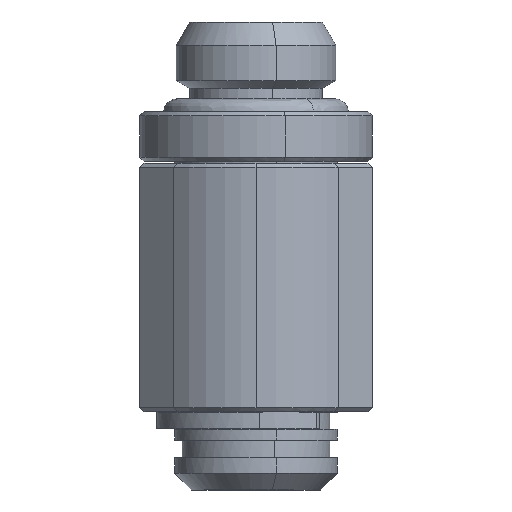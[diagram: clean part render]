
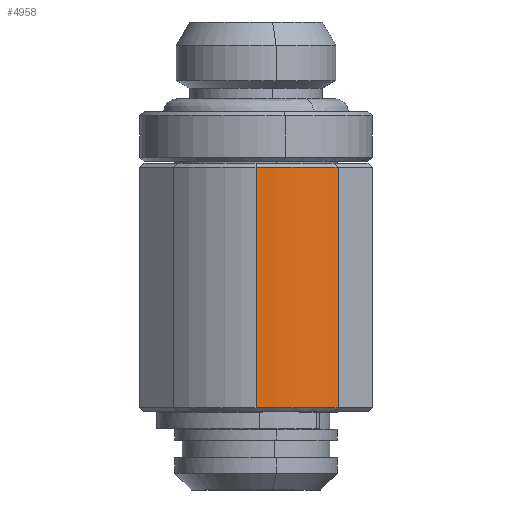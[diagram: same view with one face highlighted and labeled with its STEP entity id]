
A CAD part, left-side view. The second image highlights one B-rep face of the part: STEP entity #4958.
In plain terms, the highlighted free-form (B-spline) face has degree [1, 3] with [2, 4] control points.
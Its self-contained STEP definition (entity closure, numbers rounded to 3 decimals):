
#46 = ORIENTED_EDGE ( 'NONE', *, *, #2283, .F. ) ;
#324 = CARTESIAN_POINT ( 'NONE',  ( 260.434, -39.602, -32.25 ) ) ;
#654 = VERTEX_POINT ( 'NONE', #7191 ) ;
#763 = CARTESIAN_POINT ( 'NONE',  ( 259.714, -35.983, -17.75 ) ) ;
#836 = CARTESIAN_POINT ( 'NONE',  ( 259.714, -37.864, -32.25 ) ) ;
#855 = VERTEX_POINT ( 'NONE', #5860 ) ;
#876 = B_SPLINE_CURVE_WITH_KNOTS ( 'NONE', 1,
 ( #1028, #5415 ),
 .UNSPECIFIED., .F., .F.,
 ( 2, 2 ),
 ( -1., 0. ),
 .UNSPECIFIED. ) ;
#1028 = CARTESIAN_POINT ( 'NONE',  ( 259.714, -35.983, -32.25 ) ) ;
#1326 = CARTESIAN_POINT ( 'NONE',  ( 259.714, -37.864, -17.75 ) ) ;
#1499 = CARTESIAN_POINT ( 'NONE',  ( 261.764, -40.933, -32.25 ) ) ;
#1712 =( BOUNDED_CURVE ( )  B_SPLINE_CURVE ( 3, ( #2556, #836, #1973, #1499 ),
 .UNSPECIFIED., .F., .F. ) 
 B_SPLINE_CURVE_WITH_KNOTS ( ( 4, 4 ),
 ( -3.927, -3.142 ),
 .UNSPECIFIED. ) 
 CURVE ( )  GEOMETRIC_REPRESENTATION_ITEM ( )  RATIONAL_B_SPLINE_CURVE ( ( 1., 0.949, 0.949, 1. ) ) 
 REPRESENTATION_ITEM ( '' )  );
#1803 = CARTESIAN_POINT ( 'NONE',  ( 261.764, -40.933, -32.25 ) ) ;
#1836 = VERTEX_POINT ( 'NONE', #5827 ) ;
#1927 = CARTESIAN_POINT ( 'NONE',  ( 261.764, -40.933, -17.75 ) ) ;
#1973 = CARTESIAN_POINT ( 'NONE',  ( 260.434, -39.602, -32.25 ) ) ;
#2154 =( BOUNDED_SURFACE ( )  B_SPLINE_SURFACE ( 1, 3, ( 
 ( #3721, #5997, #2664, #5419 ),
 ( #6564, #324, #3189, #6588 ) ),
 .UNSPECIFIED., .F., .F., .F. ) 
 B_SPLINE_SURFACE_WITH_KNOTS ( ( 2, 2 ),
 ( 4, 4 ),
 ( 0., 1. ),
 ( 0., 1. ),
 .UNSPECIFIED. ) 
 GEOMETRIC_REPRESENTATION_ITEM ( )  RATIONAL_B_SPLINE_SURFACE ( (
 ( 1., 0.949, 0.949, 1.),
 ( 1., 0.949, 0.949, 1.) ) ) 
 REPRESENTATION_ITEM ( '' )  SURFACE ( )  );
#2283 = EDGE_CURVE ( 'NONE', #654, #1836, #876, .T. ) ;
#2347 =( BOUNDED_CURVE ( )  B_SPLINE_CURVE ( 3, ( #763, #1326, #5830, #1927 ),
 .UNSPECIFIED., .F., .F. ) 
 B_SPLINE_CURVE_WITH_KNOTS ( ( 4, 4 ),
 ( -3.927, -3.142 ),
 .UNSPECIFIED. ) 
 CURVE ( )  GEOMETRIC_REPRESENTATION_ITEM ( )  RATIONAL_B_SPLINE_CURVE ( ( 1., 0.949, 0.949, 1. ) ) 
 REPRESENTATION_ITEM ( '' )  );
#2518 = VERTEX_POINT ( 'NONE', #1803 ) ;
#2556 = CARTESIAN_POINT ( 'NONE',  ( 259.714, -35.983, -32.25 ) ) ;
#2664 = CARTESIAN_POINT ( 'NONE',  ( 259.714, -37.864, -17.75 ) ) ;
#3189 = CARTESIAN_POINT ( 'NONE',  ( 259.714, -37.864, -32.25 ) ) ;
#3331 = EDGE_CURVE ( 'NONE', #1836, #855, #2347, .T. ) ;
#3480 = ORIENTED_EDGE ( 'NONE', *, *, #3331, .F. ) ;
#3562 = CARTESIAN_POINT ( 'NONE',  ( 261.764, -40.933, -32.25 ) ) ;
#3721 = CARTESIAN_POINT ( 'NONE',  ( 261.764, -40.933, -17.75 ) ) ;
#4193 = CARTESIAN_POINT ( 'NONE',  ( 261.764, -40.933, -17.75 ) ) ;
#4388 = EDGE_CURVE ( 'NONE', #654, #2518, #1712, .T. ) ;
#4958 = ADVANCED_FACE ( 'NONE', ( #6901 ), #2154, .F. ) ;
#5415 = CARTESIAN_POINT ( 'NONE',  ( 259.714, -35.983, -17.75 ) ) ;
#5419 = CARTESIAN_POINT ( 'NONE',  ( 259.714, -35.983, -17.75 ) ) ;
#5752 = B_SPLINE_CURVE_WITH_KNOTS ( 'NONE', 1,
 ( #3562, #4193 ),
 .UNSPECIFIED., .F., .F.,
 ( 2, 2 ),
 ( -1., 0. ),
 .UNSPECIFIED. ) ;
#5827 = CARTESIAN_POINT ( 'NONE',  ( 259.714, -35.983, -17.75 ) ) ;
#5830 = CARTESIAN_POINT ( 'NONE',  ( 260.434, -39.602, -17.75 ) ) ;
#5860 = CARTESIAN_POINT ( 'NONE',  ( 261.764, -40.933, -17.75 ) ) ;
#5997 = CARTESIAN_POINT ( 'NONE',  ( 260.434, -39.602, -17.75 ) ) ;
#6526 = ORIENTED_EDGE ( 'NONE', *, *, #4388, .T. ) ;
#6552 = ORIENTED_EDGE ( 'NONE', *, *, #6760, .T. ) ;
#6564 = CARTESIAN_POINT ( 'NONE',  ( 261.764, -40.933, -32.25 ) ) ;
#6588 = CARTESIAN_POINT ( 'NONE',  ( 259.714, -35.983, -32.25 ) ) ;
#6760 = EDGE_CURVE ( 'NONE', #2518, #855, #5752, .T. ) ;
#6868 = EDGE_LOOP ( 'NONE', ( #46, #6526, #6552, #3480 ) ) ;
#6901 = FACE_OUTER_BOUND ( 'NONE', #6868, .T. ) ;
#7191 = CARTESIAN_POINT ( 'NONE',  ( 259.714, -35.983, -32.25 ) ) ;
